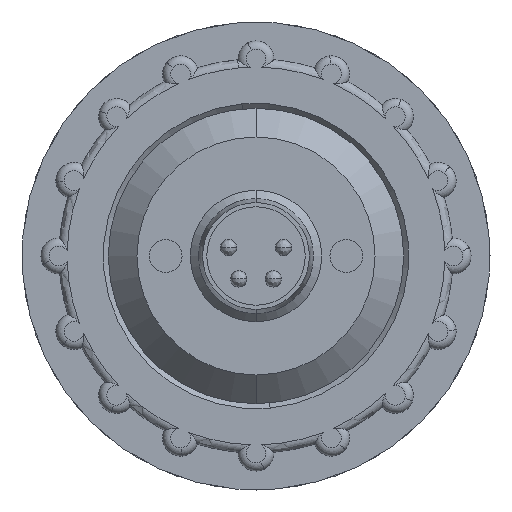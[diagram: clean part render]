
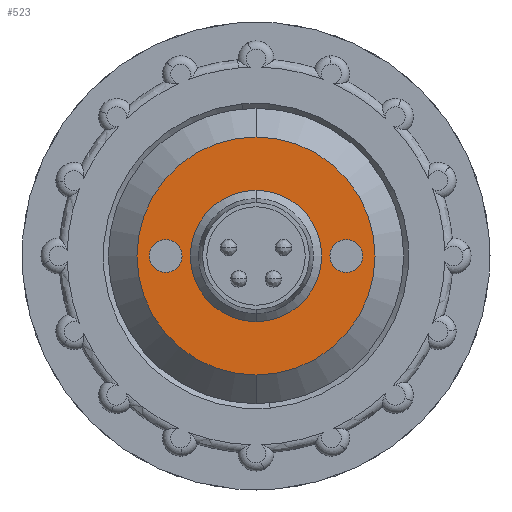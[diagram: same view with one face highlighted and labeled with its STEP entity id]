
A CAD part, front view. The second image highlights one B-rep face of the part: STEP entity #523.
In plain terms, the highlighted planar face has unit normal (0, -1, 0).
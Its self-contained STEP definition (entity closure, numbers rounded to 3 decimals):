
#99 = ORIENTED_EDGE ( 'NONE', *, *, #1672, .F. ) ;
#119 = CARTESIAN_POINT ( 'NONE',  ( 0., -10.5, 0. ) ) ;
#196 = CIRCLE ( 'NONE', #6253, 1. ) ;
#247 = DIRECTION ( 'NONE',  ( 0., -1., 0. ) ) ;
#359 = ORIENTED_EDGE ( 'NONE', *, *, #7070, .F. ) ;
#399 = CARTESIAN_POINT ( 'NONE',  ( -5.5, -10.5, 0. ) ) ;
#409 = EDGE_CURVE ( 'NONE', #7169, #4067, #4610, .T. ) ;
#420 = PLANE ( 'NONE',  #3936 ) ;
#523 = ADVANCED_FACE ( 'NONE', ( #7970, #2855, #994 ), #420, .F. ) ;
#867 = DIRECTION ( 'NONE',  ( 0., 0., -1. ) ) ;
#885 = EDGE_LOOP ( 'NONE', ( #1796, #99 ) ) ;
#994 = FACE_OUTER_BOUND ( 'NONE', #1917, .T. ) ;
#1347 = VERTEX_POINT ( 'NONE', #1997 ) ;
#1608 = CARTESIAN_POINT ( 'NONE',  ( 0., -10.5, 0. ) ) ;
#1672 = EDGE_CURVE ( 'NONE', #1883, #3228, #3429, .T. ) ;
#1796 = ORIENTED_EDGE ( 'NONE', *, *, #4834, .F. ) ;
#1858 = ORIENTED_EDGE ( 'NONE', *, *, #409, .T. ) ;
#1883 = VERTEX_POINT ( 'NONE', #5287 ) ;
#1917 = EDGE_LOOP ( 'NONE', ( #4365, #1858 ) ) ;
#1997 = CARTESIAN_POINT ( 'NONE',  ( -5.5, -10.5, -1. ) ) ;
#2008 = CARTESIAN_POINT ( 'NONE',  ( -5.5, -10.5, 0. ) ) ;
#2051 = DIRECTION ( 'NONE',  ( 0., -1., 0. ) ) ;
#2054 = EDGE_LOOP ( 'NONE', ( #359, #2780 ) ) ;
#2780 = ORIENTED_EDGE ( 'NONE', *, *, #6361, .F. ) ;
#2850 = DIRECTION ( 'NONE',  ( 0., -1., 0. ) ) ;
#2855 = FACE_BOUND ( 'NONE', #885, .T. ) ;
#2934 = DIRECTION ( 'NONE',  ( 0., 1., 0. ) ) ;
#3097 = CARTESIAN_POINT ( 'NONE',  ( -5.5, -10.5, 1. ) ) ;
#3123 = DIRECTION ( 'NONE',  ( 0., 0., -1. ) ) ;
#3135 = CIRCLE ( 'NONE', #7764, 1. ) ;
#3182 = CARTESIAN_POINT ( 'NONE',  ( 0., -10.5, 7.25 ) ) ;
#3228 = VERTEX_POINT ( 'NONE', #7389 ) ;
#3257 = AXIS2_PLACEMENT_3D ( 'NONE', #1608, #2850, #867 ) ;
#3429 = CIRCLE ( 'NONE', #7480, 1. ) ;
#3445 = AXIS2_PLACEMENT_3D ( 'NONE', #399, #8127, #3123 ) ;
#3910 = DIRECTION ( 'NONE',  ( 0., 0., -1. ) ) ;
#3936 = AXIS2_PLACEMENT_3D ( 'NONE', #5327, #2934, #5990 ) ;
#4067 = VERTEX_POINT ( 'NONE', #3182 ) ;
#4263 = DIRECTION ( 'NONE',  ( 0., 0., -1. ) ) ;
#4270 = DIRECTION ( 'NONE',  ( 0., 0., -1. ) ) ;
#4365 = ORIENTED_EDGE ( 'NONE', *, *, #7723, .T. ) ;
#4456 = VERTEX_POINT ( 'NONE', #3097 ) ;
#4610 = CIRCLE ( 'NONE', #6837, 7.25 ) ;
#4834 = EDGE_CURVE ( 'NONE', #3228, #1883, #196, .T. ) ;
#5034 = DIRECTION ( 'NONE',  ( 0., -1., 0. ) ) ;
#5250 = CIRCLE ( 'NONE', #3257, 7.25 ) ;
#5287 = CARTESIAN_POINT ( 'NONE',  ( 5.5, -10.5, 1. ) ) ;
#5327 = CARTESIAN_POINT ( 'NONE',  ( -7.25, -10.5, 0. ) ) ;
#5990 = DIRECTION ( 'NONE',  ( 0., 0., 1. ) ) ;
#6086 = DIRECTION ( 'NONE',  ( 0., -1., 0. ) ) ;
#6122 = CARTESIAN_POINT ( 'NONE',  ( 5.5, -10.5, 0. ) ) ;
#6253 = AXIS2_PLACEMENT_3D ( 'NONE', #7399, #5034, #4270 ) ;
#6361 = EDGE_CURVE ( 'NONE', #4456, #1347, #7523, .T. ) ;
#6509 = CARTESIAN_POINT ( 'NONE',  ( 0., -10.5, -7.25 ) ) ;
#6837 = AXIS2_PLACEMENT_3D ( 'NONE', #119, #247, #3910 ) ;
#6998 = DIRECTION ( 'NONE',  ( 0., 0., -1. ) ) ;
#7070 = EDGE_CURVE ( 'NONE', #1347, #4456, #3135, .T. ) ;
#7169 = VERTEX_POINT ( 'NONE', #6509 ) ;
#7389 = CARTESIAN_POINT ( 'NONE',  ( 5.5, -10.5, -1. ) ) ;
#7399 = CARTESIAN_POINT ( 'NONE',  ( 5.5, -10.5, 0. ) ) ;
#7480 = AXIS2_PLACEMENT_3D ( 'NONE', #6122, #6086, #4263 ) ;
#7523 = CIRCLE ( 'NONE', #3445, 1. ) ;
#7723 = EDGE_CURVE ( 'NONE', #4067, #7169, #5250, .T. ) ;
#7764 = AXIS2_PLACEMENT_3D ( 'NONE', #2008, #2051, #6998 ) ;
#7970 = FACE_BOUND ( 'NONE', #2054, .T. ) ;
#8127 = DIRECTION ( 'NONE',  ( 0., -1., 0. ) ) ;
